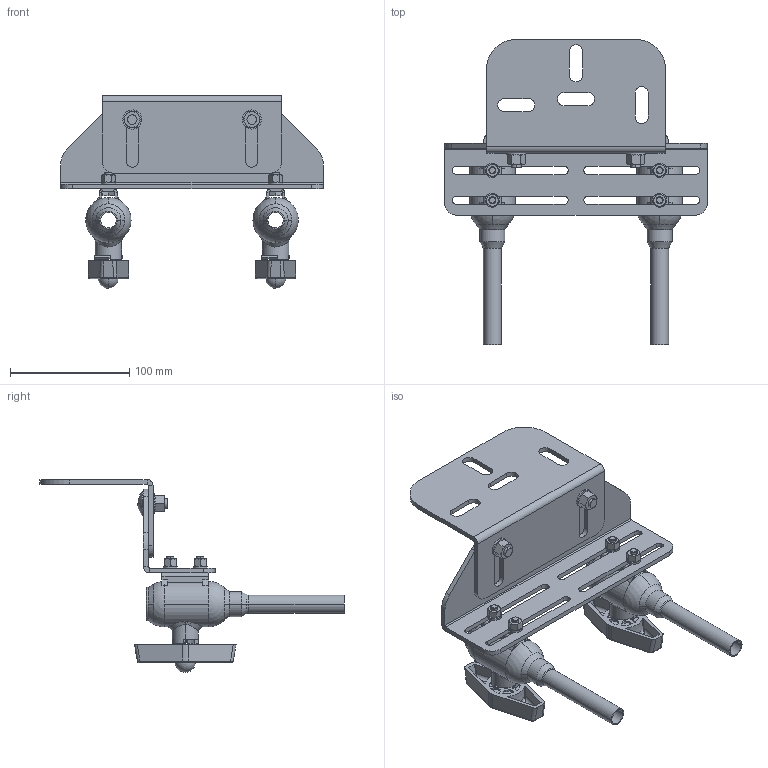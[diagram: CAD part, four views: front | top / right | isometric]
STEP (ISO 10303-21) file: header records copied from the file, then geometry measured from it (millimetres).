
FILE_DESCRIPTION (( 'STEP AP214' ), '1' );
FILE_NAME ('69301015 025.STEP', '2010-10-28T11:23:48', ( 'BROEN A/S' ), ( 'BROEN A/S' ), 'SwSTEP 2.0', 'SolidWorks 2009', '' );
FILE_SCHEMA (( 'AUTOMOTIVE_DESIGN' ));
Length unit declared in the file: millimetre
Products named in the file (1): 69301015 025
Bounding box: 220 x 255.28 x 161.33 mm (x, y, z)
Surface area: 174015.2 mm2 (no closed solid volume)
Topology: 0 solids, 66 shells, 661 faces, 2041 edges, 1359 vertices
Faces by surface type: plane 284, cylinder 199, cone 96, bspline 40, sphere 24, torus 18
Entity records: 39821 total; most frequent: CARTESIAN_POINT 15086, DIRECTION 3669, ORIENTED_EDGE 3262, EDGE_CURVE 2017, AXIS2_PLACEMENT_3D 1377, VERTEX_POINT 1359, VECTOR 915, LINE 915
